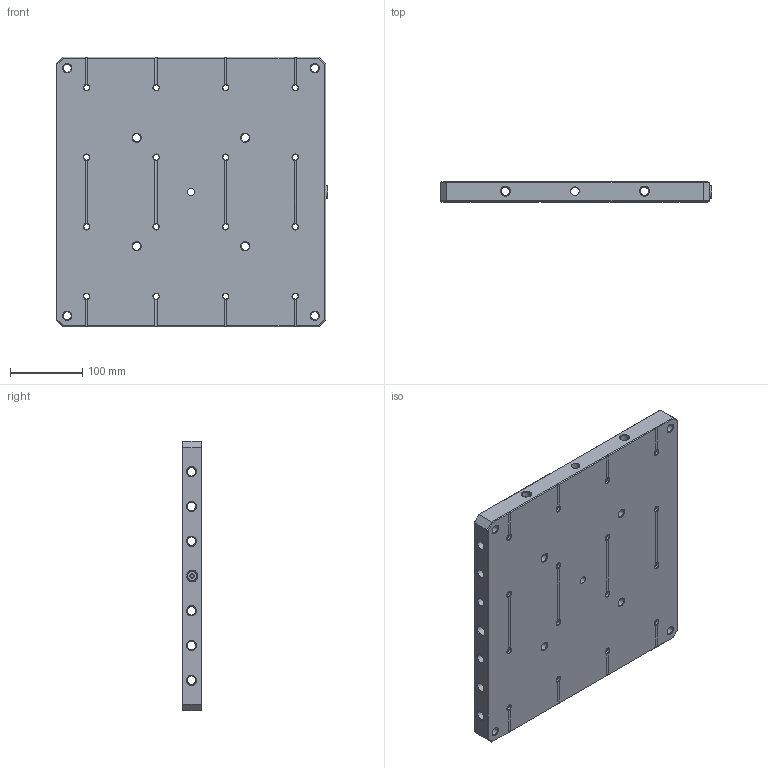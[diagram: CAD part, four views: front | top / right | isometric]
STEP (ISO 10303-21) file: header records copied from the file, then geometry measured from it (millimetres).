
FILE_DESCRIPTION(/* description */ (''),/* implementation_level */ '2;1');
FILE_NAME(/* name */ '',/* time_stamp */ '2025-10-11T11:41:50+08:00',/* author */ (''),/* organization */ (''),/* preprocessor_version */ 'ST-DEVELOPER v11',/* originating_system */ 'SIEMENS PLM Software NX 7.0',/* authorisation */ '');
FILE_SCHEMA (('CONFIG_CONTROL_DESIGN'));
Length unit declared in the file: millimetre
Products named in the file (1): AdmiFA7Fsplq
Bounding box: 374.9 x 27 x 372 mm (x, y, z)
Volume: 3197485.2 mm3; surface area: 461124.9 mm2
Topology: 2 solids, 2 shells, 1000 faces, 2729 edges, 1743 vertices
Faces by surface type: plane 568, cylinder 227, cone 83, torus 54, bspline 34, extrusion 34
Full cylindrical faces by diameter (mm): 5 x1, 6 x2, 8 x17, 10 x1, 11 x9, 12 x64, 13.2 x2, 14 x10, 14.8 x1, 17.8 x2, 18 x16, 18.2 x1, 19 x16, 19.5 x16, 19.7 x16, 20 x16
Entity records: 36282 total; most frequent: CARTESIAN_POINT 13626, ORIENTED_EDGE 4466, DIRECTION 4267, EDGE_CURVE 2233, VERTEX_POINT 1567, VECTOR 1473, EDGE_LOOP 1459, LINE 1439
